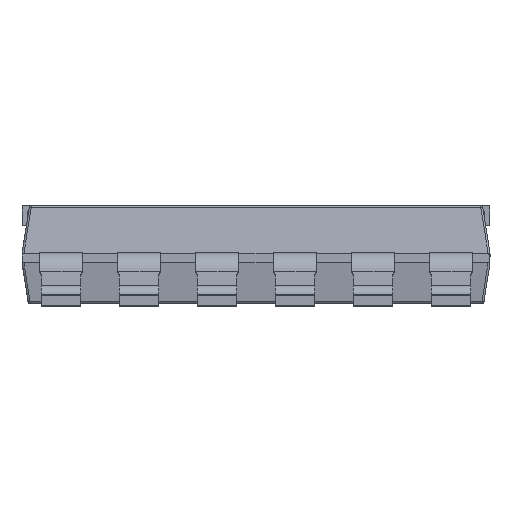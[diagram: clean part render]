
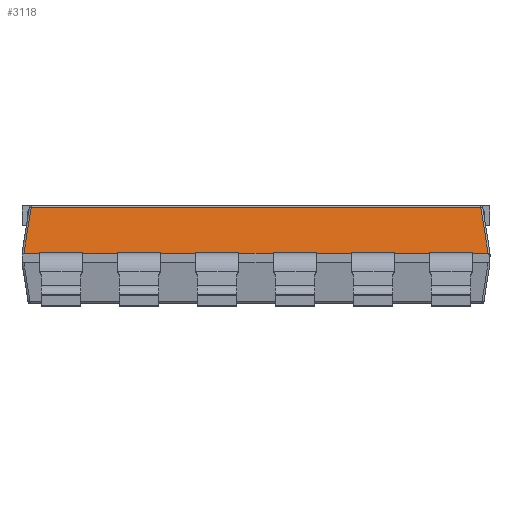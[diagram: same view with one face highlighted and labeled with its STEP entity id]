
A CAD part, top view. The second image highlights one B-rep face of the part: STEP entity #3118.
In plain terms, the highlighted face is planar.
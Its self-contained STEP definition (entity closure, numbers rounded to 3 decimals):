
#89 = EDGE_CURVE ( 'NONE', #5060, #9758, #13388, .T. ) ;
#996 = DIRECTION ( 'NONE',  ( 0., -0.156, 0.988 ) ) ;
#1086 = DIRECTION ( 'NONE',  ( 0., -0.988, -0.156 ) ) ;
#1117 = CARTESIAN_POINT ( 'NONE',  ( 0.236, -1.428, -0.187 ) ) ;
#1237 = CARTESIAN_POINT ( 'NONE',  ( 0.048, -0.243, 0.001 ) ) ;
#1567 = EDGE_CURVE ( 'NONE', #2754, #6157, #8262, .T. ) ;
#1592 = VECTOR ( 'NONE', #2620, 1000. ) ;
#1848 = CARTESIAN_POINT ( 'NONE',  ( 0., -0.25, 0. ) ) ;
#2620 = DIRECTION ( 'NONE',  ( 0.155, 0.976, 0.155 ) ) ;
#2754 = VERTEX_POINT ( 'NONE', #6720 ) ;
#3118 = ADVANCED_FACE ( 'NONE', ( #12099 ), #3684, .T. ) ;
#3159 = ORIENTED_EDGE ( 'NONE', *, *, #3411, .T. ) ;
#3341 = ORIENTED_EDGE ( 'NONE', *, *, #1567, .T. ) ;
#3411 = EDGE_CURVE ( 'NONE', #6157, #5060, #5533, .T. ) ;
#3684 = PLANE ( 'NONE',  #15711 ) ;
#3778 = DIRECTION ( 'NONE',  ( 1., 0., 0. ) ) ;
#5060 = VERTEX_POINT ( 'NONE', #1117 ) ;
#5266 = CARTESIAN_POINT ( 'NONE',  ( 12., -0.25, 0. ) ) ;
#5533 = LINE ( 'NONE', #1237, #11138 ) ;
#6001 = CARTESIAN_POINT ( 'NONE',  ( 11.764, -1.428, -0.187 ) ) ;
#6012 = EDGE_LOOP ( 'NONE', ( #3341, #3159, #15209, #8666 ) ) ;
#6157 = VERTEX_POINT ( 'NONE', #15052 ) ;
#6720 = CARTESIAN_POINT ( 'NONE',  ( 11.951, -0.25, 0. ) ) ;
#6909 = DIRECTION ( 'NONE',  ( -1., 0., 0. ) ) ;
#7494 = VECTOR ( 'NONE', #3778, 1000. ) ;
#8223 = LINE ( 'NONE', #15025, #1592 ) ;
#8260 = DIRECTION ( 'NONE',  ( 0.155, -0.976, -0.155 ) ) ;
#8262 = LINE ( 'NONE', #5266, #9358 ) ;
#8666 = ORIENTED_EDGE ( 'NONE', *, *, #12436, .T. ) ;
#9052 = CARTESIAN_POINT ( 'NONE',  ( 11.807, -1.428, -0.187 ) ) ;
#9358 = VECTOR ( 'NONE', #6909, 1000. ) ;
#9758 = VERTEX_POINT ( 'NONE', #6001 ) ;
#11138 = VECTOR ( 'NONE', #8260, 1000. ) ;
#12099 = FACE_OUTER_BOUND ( 'NONE', #6012, .T. ) ;
#12436 = EDGE_CURVE ( 'NONE', #9758, #2754, #8223, .T. ) ;
#13388 = LINE ( 'NONE', #9052, #7494 ) ;
#15025 = CARTESIAN_POINT ( 'NONE',  ( 11.665, -2.052, -0.285 ) ) ;
#15052 = CARTESIAN_POINT ( 'NONE',  ( 0.049, -0.25, 0. ) ) ;
#15209 = ORIENTED_EDGE ( 'NONE', *, *, #89, .T. ) ;
#15711 = AXIS2_PLACEMENT_3D ( 'NONE', #1848, #996, #1086 ) ;
